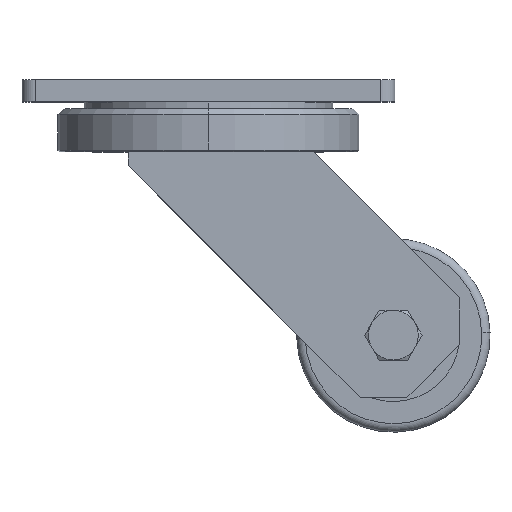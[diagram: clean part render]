
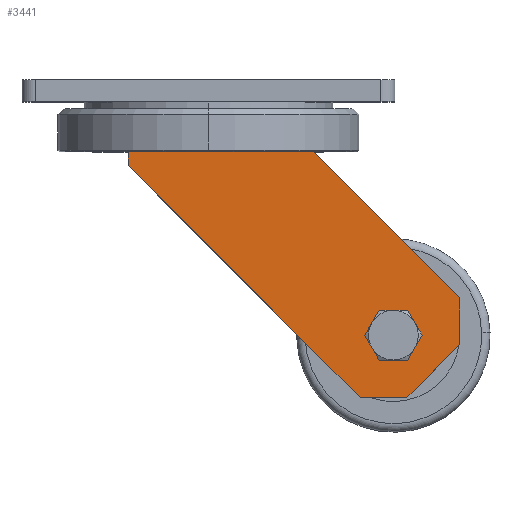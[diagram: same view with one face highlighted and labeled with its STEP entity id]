
A CAD part, top view. The second image highlights one B-rep face of the part: STEP entity #3441.
In plain terms, the highlighted planar face has unit normal (0, 0, 1).
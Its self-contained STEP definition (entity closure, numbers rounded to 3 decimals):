
#389 = DIRECTION ( 'NONE',  ( 0., 0., 1. ) ) ;
#548 = PLANE ( 'NONE',  #11228 ) ;
#628 = ORIENTED_EDGE ( 'NONE', *, *, #11435, .T. ) ;
#676 = EDGE_CURVE ( 'NONE', #3537, #8234, #12292, .T. ) ;
#835 = ORIENTED_EDGE ( 'NONE', *, *, #10575, .T. ) ;
#1135 = VERTEX_POINT ( 'NONE', #4167 ) ;
#1298 = VECTOR ( 'NONE', #4143, 1000. ) ;
#1321 = VERTEX_POINT ( 'NONE', #4905 ) ;
#1366 = LINE ( 'NONE', #12460, #4707 ) ;
#1529 = ORIENTED_EDGE ( 'NONE', *, *, #676, .T. ) ;
#1844 = ORIENTED_EDGE ( 'NONE', *, *, #11682, .T. ) ;
#2078 = LINE ( 'NONE', #7201, #11145 ) ;
#2284 = EDGE_CURVE ( 'NONE', #1135, #8287, #9835, .T. ) ;
#2378 = DIRECTION ( 'NONE',  ( 0., 0., 1. ) ) ;
#2560 = DIRECTION ( 'NONE',  ( 0., 1., 0. ) ) ;
#2617 = AXIS2_PLACEMENT_3D ( 'NONE', #10895, #8979, #4820 ) ;
#2723 = AXIS2_PLACEMENT_3D ( 'NONE', #10317, #389, #7213 ) ;
#2844 = CARTESIAN_POINT ( 'NONE',  ( 71.908, -115., 49.5 ) ) ;
#2867 = VECTOR ( 'NONE', #9220, 1000. ) ;
#2925 = EDGE_CURVE ( 'NONE', #8287, #1321, #1366, .T. ) ;
#3441 = ADVANCED_FACE ( 'NONE', ( #6219, #12693 ), #548, .T. ) ;
#3537 = VERTEX_POINT ( 'NONE', #7300 ) ;
#3634 = CARTESIAN_POINT ( 'NONE',  ( 38.062, -26., 49.5 ) ) ;
#3859 = EDGE_LOOP ( 'NONE', ( #7069, #7369 ) ) ;
#4077 = VECTOR ( 'NONE', #9736, 1000. ) ;
#4143 = DIRECTION ( 'NONE',  ( 1., 0., 0. ) ) ;
#4167 = CARTESIAN_POINT ( 'NONE',  ( -21.581, -26., 49.5 ) ) ;
#4265 = EDGE_CURVE ( 'NONE', #4490, #7722, #10674, .T. ) ;
#4314 = CARTESIAN_POINT ( 'NONE',  ( 91., -78.938, 49.5 ) ) ;
#4490 = VERTEX_POINT ( 'NONE', #5370 ) ;
#4707 = VECTOR ( 'NONE', #12398, 1000. ) ;
#4814 = LINE ( 'NONE', #2844, #2867 ) ;
#4820 = DIRECTION ( 'NONE',  ( 1., 0., 0. ) ) ;
#4835 = DIRECTION ( 'NONE',  ( -1., 0., 0. ) ) ;
#4855 = CARTESIAN_POINT ( 'NONE',  ( 73.1, -92.5, 49.5 ) ) ;
#4905 = CARTESIAN_POINT ( 'NONE',  ( -29.062, -31., 49.5 ) ) ;
#5068 = CARTESIAN_POINT ( 'NONE',  ( 21.581, -26., 49.5 ) ) ;
#5090 = ORIENTED_EDGE ( 'NONE', *, *, #2925, .T. ) ;
#5370 = CARTESIAN_POINT ( 'NONE',  ( 91., -95.908, 49.5 ) ) ;
#5422 = CARTESIAN_POINT ( 'NONE',  ( 91., -115., 49.5 ) ) ;
#5664 = CARTESIAN_POINT ( 'NONE',  ( -29.062, -26., 49.5 ) ) ;
#6219 = FACE_BOUND ( 'NONE', #3859, .T. ) ;
#6237 = DIRECTION ( 'NONE',  ( 0.707, -0.707, 0. ) ) ;
#6424 = VERTEX_POINT ( 'NONE', #3634 ) ;
#6914 = VERTEX_POINT ( 'NONE', #5068 ) ;
#7069 = ORIENTED_EDGE ( 'NONE', *, *, #10154, .F. ) ;
#7088 = CARTESIAN_POINT ( 'NONE',  ( 60.9, -92.5, 49.5 ) ) ;
#7192 = CARTESIAN_POINT ( 'NONE',  ( 91., -78.938, 49.5 ) ) ;
#7201 = CARTESIAN_POINT ( 'NONE',  ( -29.062, -31., 49.5 ) ) ;
#7213 = DIRECTION ( 'NONE',  ( 1., 0., 0. ) ) ;
#7300 = CARTESIAN_POINT ( 'NONE',  ( 54.938, -115., 49.5 ) ) ;
#7369 = ORIENTED_EDGE ( 'NONE', *, *, #7687, .F. ) ;
#7588 = DIRECTION ( 'NONE',  ( 1., 0., 0. ) ) ;
#7631 = VERTEX_POINT ( 'NONE', #7088 ) ;
#7647 = CARTESIAN_POINT ( 'NONE',  ( 38.062, -26., 49.5 ) ) ;
#7687 = EDGE_CURVE ( 'NONE', #7631, #9778, #7991, .T. ) ;
#7722 = VERTEX_POINT ( 'NONE', #4314 ) ;
#7737 = ORIENTED_EDGE ( 'NONE', *, *, #9809, .T. ) ;
#7895 = EDGE_CURVE ( 'NONE', #1321, #3537, #2078, .T. ) ;
#7913 = LINE ( 'NONE', #7647, #4077 ) ;
#7915 = VECTOR ( 'NONE', #8331, 1000. ) ;
#7991 = CIRCLE ( 'NONE', #2723, 6.1 ) ;
#8234 = VERTEX_POINT ( 'NONE', #12813 ) ;
#8287 = VERTEX_POINT ( 'NONE', #5664 ) ;
#8331 = DIRECTION ( 'NONE',  ( -0.707, 0.707, 0. ) ) ;
#8713 = CIRCLE ( 'NONE', #2617, 6.1 ) ;
#8719 = ORIENTED_EDGE ( 'NONE', *, *, #2284, .T. ) ;
#8886 = VECTOR ( 'NONE', #4835, 1000. ) ;
#8908 = LINE ( 'NONE', #7192, #7915 ) ;
#8979 = DIRECTION ( 'NONE',  ( 0., 0., 1. ) ) ;
#8992 = CARTESIAN_POINT ( 'NONE',  ( 38.062, -26., 49.5 ) ) ;
#9220 = DIRECTION ( 'NONE',  ( 0.707, 0.707, 0. ) ) ;
#9298 = CARTESIAN_POINT ( 'NONE',  ( 54.938, -115., 49.5 ) ) ;
#9390 = DIRECTION ( 'NONE',  ( -1., 0., 0. ) ) ;
#9727 = CARTESIAN_POINT ( 'NONE',  ( 91., -95.908, 49.5 ) ) ;
#9736 = DIRECTION ( 'NONE',  ( -1., 0., 0. ) ) ;
#9778 = VERTEX_POINT ( 'NONE', #4855 ) ;
#9809 = EDGE_CURVE ( 'NONE', #6914, #1135, #10312, .T. ) ;
#9835 = LINE ( 'NONE', #8992, #8886 ) ;
#10154 = EDGE_CURVE ( 'NONE', #9778, #7631, #8713, .T. ) ;
#10175 = CARTESIAN_POINT ( 'NONE',  ( 38.062, -26., 49.5 ) ) ;
#10312 = LINE ( 'NONE', #10175, #11983 ) ;
#10317 = CARTESIAN_POINT ( 'NONE',  ( 67., -92.5, 49.5 ) ) ;
#10575 = EDGE_CURVE ( 'NONE', #6424, #6914, #7913, .T. ) ;
#10674 = LINE ( 'NONE', #9727, #12782 ) ;
#10895 = CARTESIAN_POINT ( 'NONE',  ( 67., -92.5, 49.5 ) ) ;
#11145 = VECTOR ( 'NONE', #6237, 1000. ) ;
#11228 = AXIS2_PLACEMENT_3D ( 'NONE', #5422, #2378, #7588 ) ;
#11435 = EDGE_CURVE ( 'NONE', #7722, #6424, #8908, .T. ) ;
#11573 = EDGE_LOOP ( 'NONE', ( #1529, #1844, #11842, #628, #835, #7737, #8719, #5090, #12255 ) ) ;
#11682 = EDGE_CURVE ( 'NONE', #8234, #4490, #4814, .T. ) ;
#11842 = ORIENTED_EDGE ( 'NONE', *, *, #4265, .T. ) ;
#11983 = VECTOR ( 'NONE', #9390, 1000. ) ;
#12255 = ORIENTED_EDGE ( 'NONE', *, *, #7895, .T. ) ;
#12292 = LINE ( 'NONE', #9298, #1298 ) ;
#12398 = DIRECTION ( 'NONE',  ( 0., -1., 0. ) ) ;
#12460 = CARTESIAN_POINT ( 'NONE',  ( -29.062, -31., 49.5 ) ) ;
#12693 = FACE_OUTER_BOUND ( 'NONE', #11573, .T. ) ;
#12782 = VECTOR ( 'NONE', #2560, 1000. ) ;
#12813 = CARTESIAN_POINT ( 'NONE',  ( 71.908, -115., 49.5 ) ) ;
